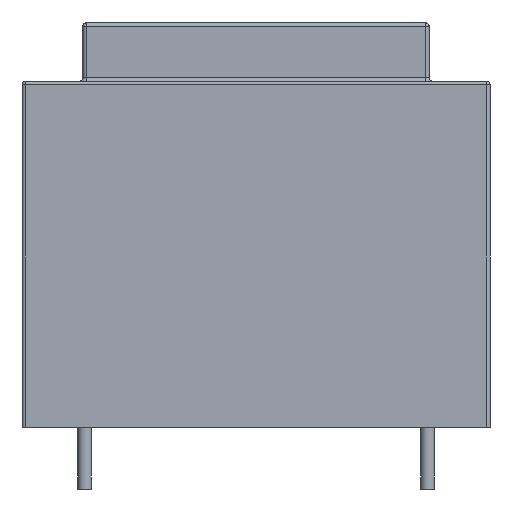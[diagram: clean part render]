
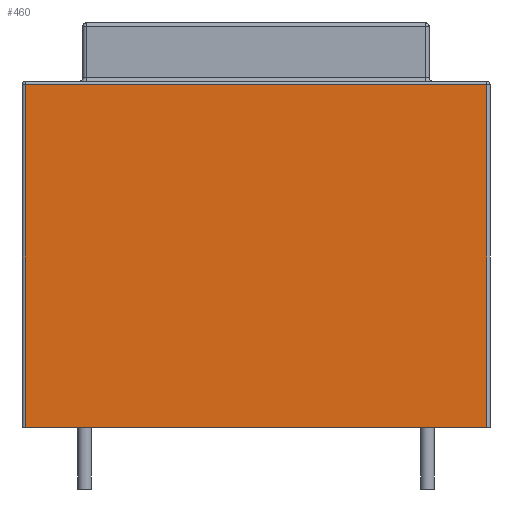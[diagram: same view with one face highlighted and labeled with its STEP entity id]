
A CAD part, front view. The second image highlights one B-rep face of the part: STEP entity #460.
In plain terms, the highlighted planar face has unit normal (0, -1, 0).
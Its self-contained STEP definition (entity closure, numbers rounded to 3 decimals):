
#268=CARTESIAN_POINT('',(-13.45,-16.15,0.));
#269=VERTEX_POINT('',#268);
#270=CARTESIAN_POINT('',(13.45,-16.15,0.));
#271=VERTEX_POINT('',#270);
#272=CARTESIAN_POINT('',(-13.45,-16.15,0.));
#273=DIRECTION('',(1.0,0.0,0.0));
#274=VECTOR('',#273,26.9);
#275=LINE('',#272,#274);
#276=EDGE_CURVE('',#269,#271,#275,.T.);
#430=CARTESIAN_POINT('',(14.795,-16.15,21.0));
#431=DIRECTION('',(0.0,1.0,0.0));
#432=DIRECTION('',(-1.0,0.0,0.0));
#433=AXIS2_PLACEMENT_3D('',#430,#431,#432);
#434=PLANE('',#433);
#435=CARTESIAN_POINT('',(13.45,-16.15,20.0));
#436=VERTEX_POINT('',#435);
#437=CARTESIAN_POINT('',(-13.45,-16.15,20.0));
#438=VERTEX_POINT('',#437);
#439=CARTESIAN_POINT('',(13.45,-16.15,20.0));
#440=DIRECTION('',(-1.0,0.0,0.0));
#441=VECTOR('',#440,26.9);
#442=LINE('',#439,#441);
#443=EDGE_CURVE('',#436,#438,#442,.T.);
#444=ORIENTED_EDGE('',*,*,#443,.T.);
#445=CARTESIAN_POINT('',(-13.45,-16.15,20.0));
#446=DIRECTION('',(0.0,0.0,-1.0));
#447=VECTOR('',#446,20.0);
#448=LINE('',#445,#447);
#449=EDGE_CURVE('',#438,#269,#448,.T.);
#450=ORIENTED_EDGE('',*,*,#449,.T.);
#451=ORIENTED_EDGE('',*,*,#276,.T.);
#452=CARTESIAN_POINT('',(13.45,-16.15,0.));
#453=DIRECTION('',(0.0,0.0,1.0));
#454=VECTOR('',#453,20.0);
#455=LINE('',#452,#454);
#456=EDGE_CURVE('',#271,#436,#455,.T.);
#457=ORIENTED_EDGE('',*,*,#456,.T.);
#458=EDGE_LOOP('',(#444,#450,#451,#457));
#459=FACE_OUTER_BOUND('',#458,.T.);
#460=ADVANCED_FACE('',(#459),#434,.F.);
